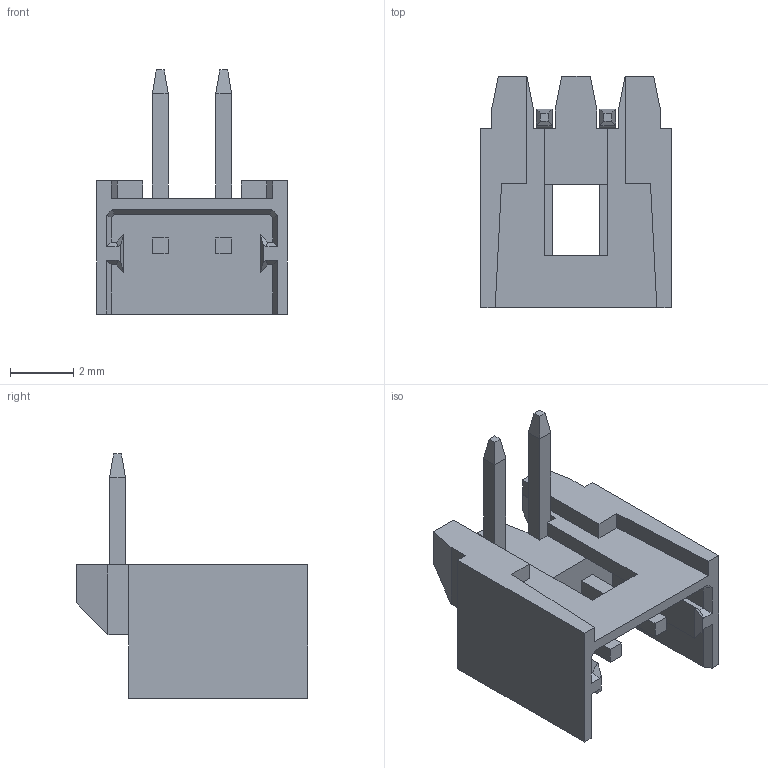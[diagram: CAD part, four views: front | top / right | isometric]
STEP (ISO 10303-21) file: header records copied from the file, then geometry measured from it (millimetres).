
FILE_DESCRIPTION(/* description */ (''),/* implementation_level */ '2;1');
FILE_NAME(/* name */ '532540270wbm000_01_214.stp',/* time_stamp */ '2023-11-29T08:55:01+05:00',/* author */ (''),/* organization */ (''),/* preprocessor_version */ 'ST-DEVELOPER v16.7',/* originating_system */ 'SIEMENS PLM Software NX 1919',/* authorisation */ '');
FILE_SCHEMA (('AUTOMOTIVE_DESIGN { 1 0 10303 214 3 1 1 1 }'));
Length unit declared in the file: millimetre
Products named in the file (1): 532540270wbm000_01
Bounding box: 6 x 7.3 x 7.7 mm (x, y, z)
Volume: 78 mm3; surface area: 255.3 mm2
Topology: 1 solids, 1 shells, 106 faces, 272 edges, 170 vertices
Faces by surface type: plane 102, cylinder 4
Entity records: 3140 total; most frequent: CARTESIAN_POINT 549, ORIENTED_EDGE 544, DIRECTION 494, EDGE_CURVE 272, LINE 264, VECTOR 264, VERTEX_POINT 170, AXIS2_PLACEMENT_3D 115
